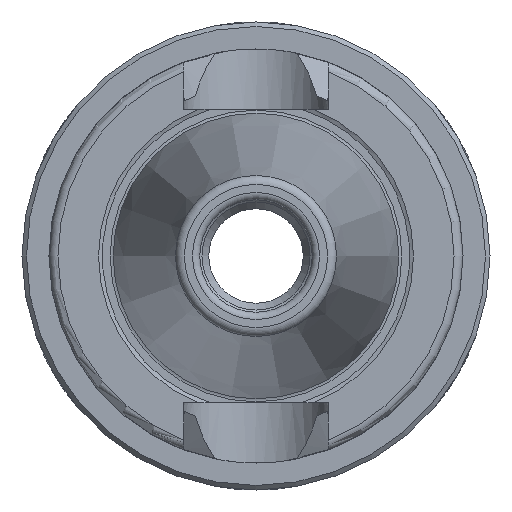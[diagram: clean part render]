
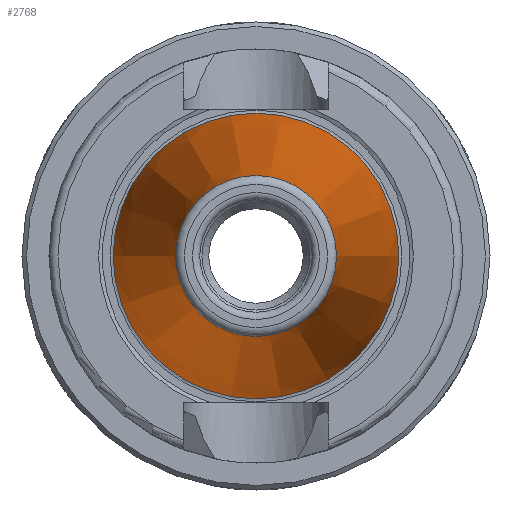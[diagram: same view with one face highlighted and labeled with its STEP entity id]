
A CAD part, left-side view. The second image highlights one B-rep face of the part: STEP entity #2768.
In plain terms, the highlighted conical face has half-angle 8.297 degrees and reference radius 12.408 mm.
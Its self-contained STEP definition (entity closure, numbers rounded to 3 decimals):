
#2734=CARTESIAN_POINT('',(-47.544,8.941,0.0));
#2735=VERTEX_POINT('',#2734);
#2736=CARTESIAN_POINT('',(-47.544,0.0,0.0));
#2737=DIRECTION('',(1.0,0.0,0.0));
#2738=DIRECTION('',(0.0,1.0,0.0));
#2739=AXIS2_PLACEMENT_3D('',#2736,#2737,#2738);
#2740=CIRCLE('',#2739,8.941);
#2741=EDGE_CURVE('',#2735,#2735,#2740,.T.);
#2749=CARTESIAN_POINT('',(-23.772,0.0,0.0));
#2750=DIRECTION('',(1.0,0.0,0.0));
#2751=DIRECTION('',(0.0,1.0,0.0));
#2752=AXIS2_PLACEMENT_3D('',#2749,#2750,#2751);
#2753=CONICAL_SURFACE('',#2752,12.408,8.297);
#2754=CARTESIAN_POINT('',(0.0,15.875,0.0));
#2755=VERTEX_POINT('',#2754);
#2756=CARTESIAN_POINT('',(0.0,0.0,0.0));
#2757=DIRECTION('',(1.0,0.0,0.0));
#2758=DIRECTION('',(0.0,1.0,0.0));
#2759=AXIS2_PLACEMENT_3D('',#2756,#2757,#2758);
#2760=CIRCLE('',#2759,15.875);
#2761=EDGE_CURVE('',#2755,#2755,#2760,.T.);
#2762=ORIENTED_EDGE('',*,*,#2761,.F.);
#2763=EDGE_LOOP('',(#2762));
#2764=FACE_OUTER_BOUND('',#2763,.T.);
#2765=ORIENTED_EDGE('',*,*,#2741,.T.);
#2766=EDGE_LOOP('',(#2765));
#2767=FACE_BOUND('',#2766,.T.);
#2768=ADVANCED_FACE('',(#2764,#2767),#2753,.T.);
